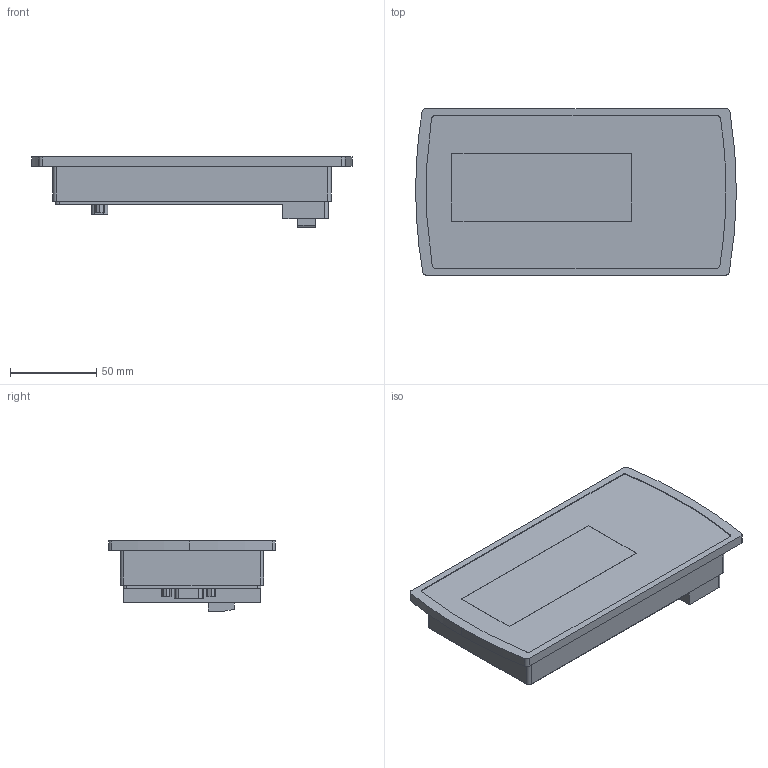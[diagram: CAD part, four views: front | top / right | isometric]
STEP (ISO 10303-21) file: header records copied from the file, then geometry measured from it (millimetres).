
FILE_DESCRIPTION (( 'STEP AP214' ), '1' );
FILE_NAME ('TD-MP-043_Ïàíåëü îïåðàòîðà TD 4,3” òåêñòîâàÿ.STEP', '2018-09-24T07:11:25', ( '' ), ( '' ), 'SwSTEP 2.0', 'SolidWorks 2014', '' );
FILE_SCHEMA (( 'AUTOMOTIVE_DESIGN' ));
Length unit declared in the file: millimetre
Products named in the file (1): TD-MP-043_Ïàíåëü îïåðàòîðà TD 4,3” òåêñòîâàÿ
Bounding box: 185.6 x 96.3 x 40.6 mm (x, y, z)
Volume: 395548.1 mm3; surface area: 55124.7 mm2
Topology: 1 solids, 1 shells, 195 faces, 471 edges, 314 vertices
Faces by surface type: plane 135, cylinder 60
Entity records: 5719 total; most frequent: DIRECTION 983, CARTESIAN_POINT 981, ORIENTED_EDGE 942, EDGE_CURVE 471, LINE 351, VECTOR 351, AXIS2_PLACEMENT_3D 316, VERTEX_POINT 314
